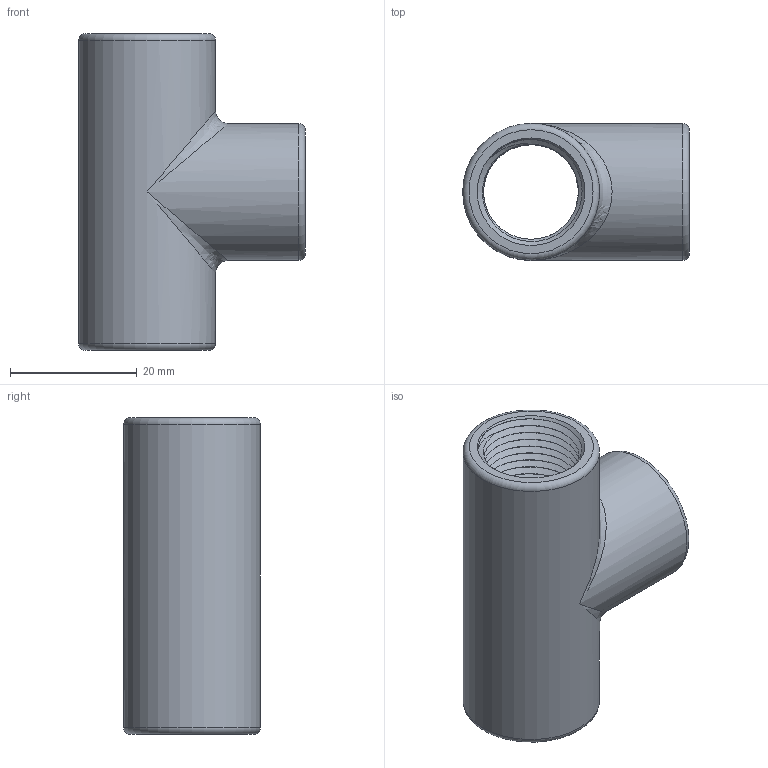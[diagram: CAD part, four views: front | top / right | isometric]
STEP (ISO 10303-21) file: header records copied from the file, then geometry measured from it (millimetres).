
FILE_DESCRIPTION(/* description */ ('Unknown'),/* implementation_level */ '2;1');
FILE_NAME(/* name */ '20200814-R-221-DN10',/* time_stamp */ '2020-08-14T16:20:53+08:00',/* author */ ('Unknown'),/* organization */ ('Unknown'),/* preprocessor_version */ 'ST-DEVELOPER v16.7',/* originating_system */ 'DEX',/* authorisation */ $);
FILE_SCHEMA (('AUTOMOTIVE_DESIGN {1 0 10303 214 3 1 1}'));
Length unit declared in the file: millimetre
Products named in the file (1): R-221 DN10
Bounding box: 35.8 x 21.6 x 50 mm (x, y, z)
Surface area: 9065.4 mm2 (no closed solid volume)
Topology: 0 solids, 1 shells, 55 faces, 231 edges, 174 vertices
Faces by surface type: cylinder 34, bspline 8, plane 7, torus 3, cone 3
Full cylindrical faces by diameter (mm): 2 x1, 15 x29, 21.6 x2
Entity records: 11732 total; most frequent: CARTESIAN_POINT 10674, ORIENTED_EDGE 366, EDGE_CURVE 183, VERTEX_POINT 171, DIRECTION 77, EDGE_LOOP 42, FACE_BOUND 42, AXIS2_PLACEMENT_3D 34
